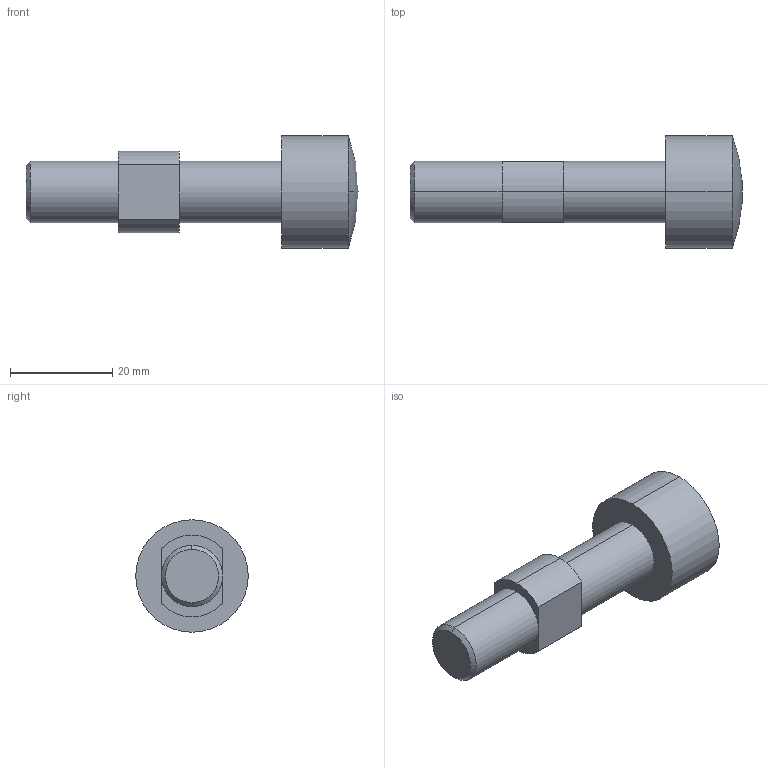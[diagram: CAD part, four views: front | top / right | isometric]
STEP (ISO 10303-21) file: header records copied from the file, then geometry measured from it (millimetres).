
FILE_DESCRIPTION((''),'2;1');
FILE_NAME('EHM154B.stp','2000-11-09T08:54:13',(''),(''),'AutoCAD STEP 2000','AutoCAD 2000',', , ');
FILE_SCHEMA(('CONFIG_CONTROL_DESIGN'));
Length unit declared in the file: millimetre
Bounding box: 64.92 x 22 x 22 mm (x, y, z)
Volume: 11676.8 mm3; surface area: 3782.9 mm2
Topology: 1 solids, 3 shells, 50 faces, 123 edges, 80 vertices
Faces by surface type: plane 35, cylinder 10, sphere 2, cone 2, bspline 1
Entity records: 1561 total; most frequent: CARTESIAN_POINT 257, DIRECTION 252, ORIENTED_EDGE 246, EDGE_CURVE 123, VECTOR 94, LINE 94, VERTEX_POINT 80, AXIS2_PLACEMENT_3D 79
